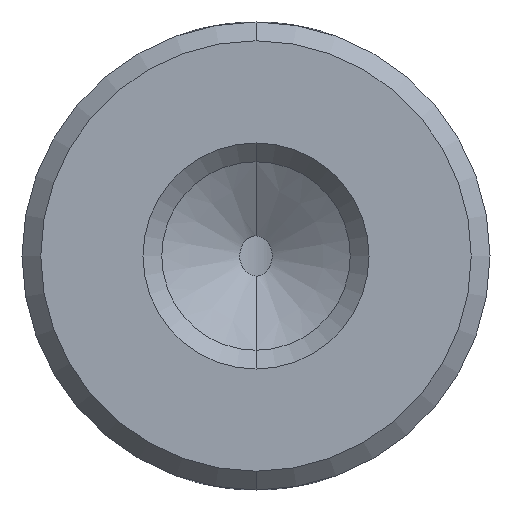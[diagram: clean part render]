
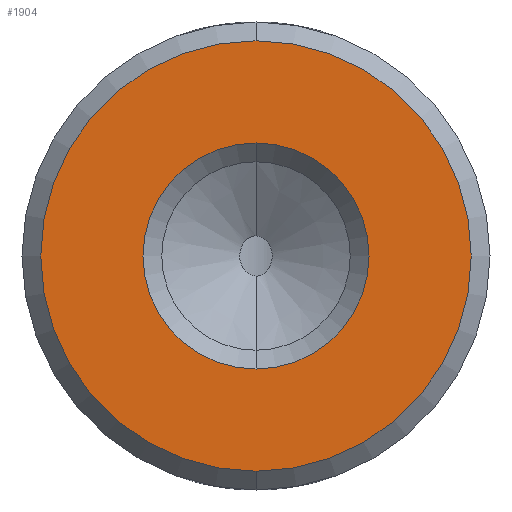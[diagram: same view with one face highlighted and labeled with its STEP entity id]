
A CAD part, front view. The second image highlights one B-rep face of the part: STEP entity #1904.
In plain terms, the highlighted planar face has unit normal (0, -1, 0).
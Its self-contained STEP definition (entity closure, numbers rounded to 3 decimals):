
#90 = FACE_BOUND ( 'NONE', #990, .T. ) ;
#99 = VERTEX_POINT ( 'NONE', #1036 ) ;
#172 = CARTESIAN_POINT ( 'NONE',  ( 0., 0., 3.061 ) ) ;
#216 = DIRECTION ( 'NONE',  ( 0., 1., 0. ) ) ;
#280 = AXIS2_PLACEMENT_3D ( 'NONE', #615, #2129, #833 ) ;
#362 = EDGE_CURVE ( 'NONE', #99, #1743, #1422, .T. ) ;
#615 = CARTESIAN_POINT ( 'NONE',  ( 0., 0., 0. ) ) ;
#650 = PLANE ( 'NONE',  #1409 ) ;
#767 = DIRECTION ( 'NONE',  ( 0., 1., 0. ) ) ;
#771 = DIRECTION ( 'NONE',  ( 0., 1., 0. ) ) ;
#833 = DIRECTION ( 'NONE',  ( 0., 0., 1. ) ) ;
#879 = DIRECTION ( 'NONE',  ( 0., 1., 0. ) ) ;
#990 = EDGE_LOOP ( 'NONE', ( #1011, #1593 ) ) ;
#1011 = ORIENTED_EDGE ( 'NONE', *, *, #1315, .T. ) ;
#1036 = CARTESIAN_POINT ( 'NONE',  ( 0., 0., -5.829 ) ) ;
#1056 = AXIS2_PLACEMENT_3D ( 'NONE', #2074, #771, #2282 ) ;
#1075 = EDGE_LOOP ( 'NONE', ( #1182, #2118 ) ) ;
#1182 = ORIENTED_EDGE ( 'NONE', *, *, #2602, .F. ) ;
#1184 = EDGE_CURVE ( 'NONE', #1389, #1463, #1901, .T. ) ;
#1315 = EDGE_CURVE ( 'NONE', #1463, #1389, #2568, .T. ) ;
#1389 = VERTEX_POINT ( 'NONE', #172 ) ;
#1409 = AXIS2_PLACEMENT_3D ( 'NONE', #2170, #879, #2401 ) ;
#1422 = CIRCLE ( 'NONE', #280, 5.829 ) ;
#1463 = VERTEX_POINT ( 'NONE', #2405 ) ;
#1514 = CARTESIAN_POINT ( 'NONE',  ( 0., 0., 0. ) ) ;
#1593 = ORIENTED_EDGE ( 'NONE', *, *, #1184, .T. ) ;
#1681 = CIRCLE ( 'NONE', #1763, 5.829 ) ;
#1734 = DIRECTION ( 'NONE',  ( 0., 0., 1. ) ) ;
#1743 = VERTEX_POINT ( 'NONE', #2553 ) ;
#1763 = AXIS2_PLACEMENT_3D ( 'NONE', #1514, #216, #1734 ) ;
#1901 = CIRCLE ( 'NONE', #1056, 3.061 ) ;
#1904 = ADVANCED_FACE ( 'NONE', ( #90, #2342 ), #650, .F. ) ;
#2067 = CARTESIAN_POINT ( 'NONE',  ( 0., 0., 0. ) ) ;
#2074 = CARTESIAN_POINT ( 'NONE',  ( 0., 0., 0. ) ) ;
#2090 = AXIS2_PLACEMENT_3D ( 'NONE', #2067, #767, #2279 ) ;
#2118 = ORIENTED_EDGE ( 'NONE', *, *, #362, .F. ) ;
#2129 = DIRECTION ( 'NONE',  ( 0., 1., 0. ) ) ;
#2170 = CARTESIAN_POINT ( 'NONE',  ( 5.829, 0., 0. ) ) ;
#2279 = DIRECTION ( 'NONE',  ( 0., 0., 1. ) ) ;
#2282 = DIRECTION ( 'NONE',  ( 0., 0., 1. ) ) ;
#2342 = FACE_OUTER_BOUND ( 'NONE', #1075, .T. ) ;
#2401 = DIRECTION ( 'NONE',  ( 0., 0., 1. ) ) ;
#2405 = CARTESIAN_POINT ( 'NONE',  ( 0., 0., -3.061 ) ) ;
#2553 = CARTESIAN_POINT ( 'NONE',  ( 0., 0., 5.829 ) ) ;
#2568 = CIRCLE ( 'NONE', #2090, 3.061 ) ;
#2602 = EDGE_CURVE ( 'NONE', #1743, #99, #1681, .T. ) ;
